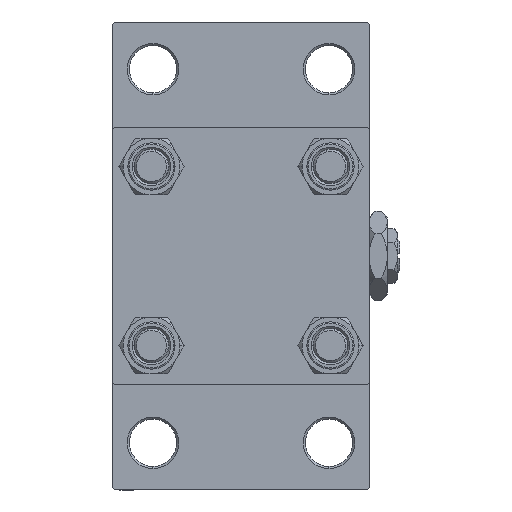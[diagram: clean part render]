
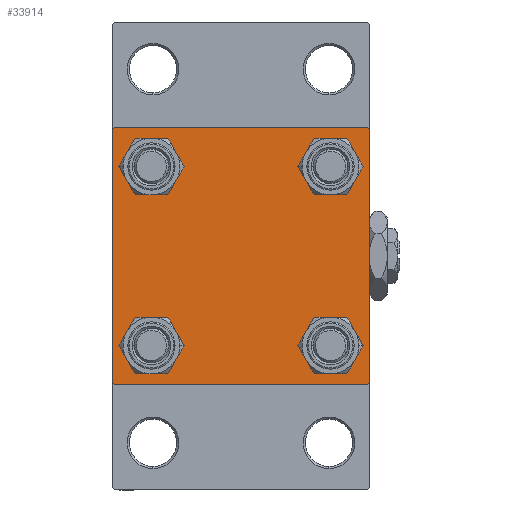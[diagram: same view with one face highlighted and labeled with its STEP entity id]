
A CAD part, left-side view. The second image highlights one B-rep face of the part: STEP entity #33914.
In plain terms, the highlighted planar face has unit normal (-1, 0, 0).
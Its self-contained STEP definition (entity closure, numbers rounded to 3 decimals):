
#460 = CARTESIAN_POINT ( 'NONE',  ( 0., -30., 30. ) ) ;
#674 = ORIENTED_EDGE ( 'NONE', *, *, #47674, .T. ) ;
#1120 = LINE ( 'NONE', #32495, #38781 ) ;
#1216 = DIRECTION ( 'NONE',  ( 0., 0.707, 0.707 ) ) ;
#2161 = CARTESIAN_POINT ( 'NONE',  ( 0., 30., -30. ) ) ;
#2819 = VERTEX_POINT ( 'NONE', #42865 ) ;
#2822 = DIRECTION ( 'NONE',  ( 0., -0.707, 0.707 ) ) ;
#3017 = VERTEX_POINT ( 'NONE', #12856 ) ;
#3152 = CIRCLE ( 'NONE', #17466, 4.5 ) ;
#3604 = EDGE_CURVE ( 'NONE', #40945, #27201, #37326, .T. ) ;
#3671 = CARTESIAN_POINT ( 'NONE',  ( 0., -20.85, 25.35 ) ) ;
#3781 = EDGE_CURVE ( 'NONE', #3017, #25927, #38584, .T. ) ;
#3816 = EDGE_CURVE ( 'NONE', #5183, #4639, #12187, .T. ) ;
#4414 = DIRECTION ( 'NONE',  ( 0., 0., 1. ) ) ;
#4559 = CARTESIAN_POINT ( 'NONE',  ( 0., -20.85, 16.35 ) ) ;
#4639 = VERTEX_POINT ( 'NONE', #11736 ) ;
#4773 = EDGE_CURVE ( 'NONE', #25927, #18730, #14442, .T. ) ;
#4928 = PLANE ( 'NONE',  #5201 ) ;
#5183 = VERTEX_POINT ( 'NONE', #30053 ) ;
#5201 = AXIS2_PLACEMENT_3D ( 'NONE', #8421, #19879, #35305 ) ;
#6642 = CARTESIAN_POINT ( 'NONE',  ( 0., -20.85, -20.85 ) ) ;
#6850 = EDGE_CURVE ( 'NONE', #32152, #33808, #24701, .T. ) ;
#7597 = CARTESIAN_POINT ( 'NONE',  ( 0., 20.85, 20.85 ) ) ;
#8161 = CARTESIAN_POINT ( 'NONE',  ( 0., 20.85, -20.85 ) ) ;
#8421 = CARTESIAN_POINT ( 'NONE',  ( 0., 0., 0. ) ) ;
#8769 = VECTOR ( 'NONE', #27359, 1000. ) ;
#9938 = LINE ( 'NONE', #39566, #20523 ) ;
#10381 = AXIS2_PLACEMENT_3D ( 'NONE', #18403, #33344, #48793 ) ;
#11369 = CARTESIAN_POINT ( 'NONE',  ( 0., -20.85, -25.35 ) ) ;
#11736 = CARTESIAN_POINT ( 'NONE',  ( 0., -30., -29.5 ) ) ;
#12187 = LINE ( 'NONE', #460, #8769 ) ;
#12856 = CARTESIAN_POINT ( 'NONE',  ( 0., 29.5, 30. ) ) ;
#13035 = ORIENTED_EDGE ( 'NONE', *, *, #36357, .T. ) ;
#13556 = ORIENTED_EDGE ( 'NONE', *, *, #33221, .T. ) ;
#13558 = CARTESIAN_POINT ( 'NONE',  ( 0., -29.75, -29.75 ) ) ;
#14121 = AXIS2_PLACEMENT_3D ( 'NONE', #21455, #44387, #28686 ) ;
#14139 = CARTESIAN_POINT ( 'NONE',  ( 0., 30., 30. ) ) ;
#14442 = LINE ( 'NONE', #25636, #43750 ) ;
#16145 = CARTESIAN_POINT ( 'NONE',  ( 0., 20.85, 25.35 ) ) ;
#16695 = EDGE_LOOP ( 'NONE', ( #13556, #20269 ) ) ;
#17466 = AXIS2_PLACEMENT_3D ( 'NONE', #31994, #47187, #43450 ) ;
#17509 = CIRCLE ( 'NONE', #10381, 4.5 ) ;
#17774 = LINE ( 'NONE', #13558, #46991 ) ;
#18403 = CARTESIAN_POINT ( 'NONE',  ( 0., 20.85, 20.85 ) ) ;
#18601 = LINE ( 'NONE', #14139, #18764 ) ;
#18657 = DIRECTION ( 'NONE',  ( 0., 0., -1. ) ) ;
#18730 = VERTEX_POINT ( 'NONE', #43451 ) ;
#18764 = VECTOR ( 'NONE', #22083, 1000. ) ;
#19302 = DIRECTION ( 'NONE',  ( 1., 0., 0. ) ) ;
#19467 = CARTESIAN_POINT ( 'NONE',  ( 0., -20.85, 20.85 ) ) ;
#19879 = DIRECTION ( 'NONE',  ( -1., 0., 0. ) ) ;
#19912 = EDGE_CURVE ( 'NONE', #27201, #40945, #40166, .T. ) ;
#20269 = ORIENTED_EDGE ( 'NONE', *, *, #41154, .T. ) ;
#20348 = CIRCLE ( 'NONE', #35460, 4.5 ) ;
#20523 = VECTOR ( 'NONE', #1216, 1000. ) ;
#20601 = FACE_BOUND ( 'NONE', #41324, .T. ) ;
#21117 = ORIENTED_EDGE ( 'NONE', *, *, #19912, .T. ) ;
#21455 = CARTESIAN_POINT ( 'NONE',  ( 0., -20.85, -20.85 ) ) ;
#22083 = DIRECTION ( 'NONE',  ( 0., -1., 0. ) ) ;
#22153 = ORIENTED_EDGE ( 'NONE', *, *, #3781, .T. ) ;
#22857 = CARTESIAN_POINT ( 'NONE',  ( 0., -20.85, -16.35 ) ) ;
#23022 = CARTESIAN_POINT ( 'NONE',  ( 0., -29.5, 30. ) ) ;
#23352 = DIRECTION ( 'NONE',  ( 1., 0., 0. ) ) ;
#23641 = CARTESIAN_POINT ( 'NONE',  ( 0., 29.75, 29.75 ) ) ;
#24337 = FACE_BOUND ( 'NONE', #28948, .T. ) ;
#24701 = CIRCLE ( 'NONE', #27866, 4.5 ) ;
#25636 = CARTESIAN_POINT ( 'NONE',  ( 0., 30., 30. ) ) ;
#25906 = EDGE_CURVE ( 'NONE', #45359, #30413, #20348, .T. ) ;
#25927 = VERTEX_POINT ( 'NONE', #32645 ) ;
#26629 = ORIENTED_EDGE ( 'NONE', *, *, #43280, .T. ) ;
#26771 = ORIENTED_EDGE ( 'NONE', *, *, #25906, .T. ) ;
#26824 = ORIENTED_EDGE ( 'NONE', *, *, #47002, .T. ) ;
#27201 = VERTEX_POINT ( 'NONE', #3671 ) ;
#27229 = ORIENTED_EDGE ( 'NONE', *, *, #3604, .T. ) ;
#27359 = DIRECTION ( 'NONE',  ( 0., 0., -1. ) ) ;
#27818 = ORIENTED_EDGE ( 'NONE', *, *, #45807, .T. ) ;
#27866 = AXIS2_PLACEMENT_3D ( 'NONE', #8161, #23352, #4414 ) ;
#28013 = DIRECTION ( 'NONE',  ( 0., -0.707, -0.707 ) ) ;
#28329 = ORIENTED_EDGE ( 'NONE', *, *, #3816, .F. ) ;
#28552 = ORIENTED_EDGE ( 'NONE', *, *, #33177, .F. ) ;
#28686 = DIRECTION ( 'NONE',  ( 0., 0., 1. ) ) ;
#28794 = EDGE_LOOP ( 'NONE', ( #26771, #26824 ) ) ;
#28812 = LINE ( 'NONE', #2161, #38746 ) ;
#28948 = EDGE_LOOP ( 'NONE', ( #21117, #27229 ) ) ;
#29099 = AXIS2_PLACEMENT_3D ( 'NONE', #6642, #30305, #45503 ) ;
#29439 = DIRECTION ( 'NONE',  ( 1., 0., 0. ) ) ;
#30042 = EDGE_LOOP ( 'NONE', ( #39867, #38744, #13035, #674, #28329, #26629, #28552, #22153 ) ) ;
#30053 = CARTESIAN_POINT ( 'NONE',  ( 0., -30., 29.5 ) ) ;
#30140 = DIRECTION ( 'NONE',  ( 0., 0.707, -0.707 ) ) ;
#30305 = DIRECTION ( 'NONE',  ( 1., 0., 0. ) ) ;
#30413 = VERTEX_POINT ( 'NONE', #43838 ) ;
#31320 = ORIENTED_EDGE ( 'NONE', *, *, #6850, .T. ) ;
#31331 = FACE_BOUND ( 'NONE', #28794, .T. ) ;
#31994 = CARTESIAN_POINT ( 'NONE',  ( 0., 20.85, -20.85 ) ) ;
#32152 = VERTEX_POINT ( 'NONE', #47972 ) ;
#32231 = CARTESIAN_POINT ( 'NONE',  ( 0., 29.5, -30. ) ) ;
#32495 = CARTESIAN_POINT ( 'NONE',  ( 0., 29.75, -29.75 ) ) ;
#32645 = CARTESIAN_POINT ( 'NONE',  ( 0., 30., 29.5 ) ) ;
#32682 = CARTESIAN_POINT ( 'NONE',  ( 0., -20.85, 20.85 ) ) ;
#33177 = EDGE_CURVE ( 'NONE', #3017, #42481, #18601, .T. ) ;
#33221 = EDGE_CURVE ( 'NONE', #47052, #43830, #38637, .T. ) ;
#33344 = DIRECTION ( 'NONE',  ( 1., 0., 0. ) ) ;
#33808 = VERTEX_POINT ( 'NONE', #39162 ) ;
#33914 = ADVANCED_FACE ( 'NONE', ( #24337, #39055, #20601, #31331, #38559 ), #4928, .T. ) ;
#34485 = DIRECTION ( 'NONE',  ( 0., 0., 1. ) ) ;
#35305 = DIRECTION ( 'NONE',  ( 0., 0., 1. ) ) ;
#35460 = AXIS2_PLACEMENT_3D ( 'NONE', #7597, #19302, #34485 ) ;
#36357 = EDGE_CURVE ( 'NONE', #45815, #2819, #28812, .T. ) ;
#37326 = CIRCLE ( 'NONE', #41312, 4.5 ) ;
#37910 = DIRECTION ( 'NONE',  ( 1., 0., 0. ) ) ;
#38559 = FACE_OUTER_BOUND ( 'NONE', #30042, .T. ) ;
#38584 = LINE ( 'NONE', #23641, #40598 ) ;
#38637 = CIRCLE ( 'NONE', #29099, 4.5 ) ;
#38744 = ORIENTED_EDGE ( 'NONE', *, *, #40644, .T. ) ;
#38746 = VECTOR ( 'NONE', #47252, 1000. ) ;
#38781 = VECTOR ( 'NONE', #28013, 1000. ) ;
#39055 = FACE_BOUND ( 'NONE', #16695, .T. ) ;
#39162 = CARTESIAN_POINT ( 'NONE',  ( 0., 20.85, -25.35 ) ) ;
#39566 = CARTESIAN_POINT ( 'NONE',  ( 0., -29.75, 29.75 ) ) ;
#39867 = ORIENTED_EDGE ( 'NONE', *, *, #4773, .T. ) ;
#40166 = CIRCLE ( 'NONE', #44157, 4.5 ) ;
#40598 = VECTOR ( 'NONE', #30140, 1000. ) ;
#40644 = EDGE_CURVE ( 'NONE', #18730, #45815, #1120, .T. ) ;
#40945 = VERTEX_POINT ( 'NONE', #4559 ) ;
#41154 = EDGE_CURVE ( 'NONE', #43830, #47052, #44362, .T. ) ;
#41312 = AXIS2_PLACEMENT_3D ( 'NONE', #19467, #37910, #42390 ) ;
#41324 = EDGE_LOOP ( 'NONE', ( #31320, #27818 ) ) ;
#42390 = DIRECTION ( 'NONE',  ( 0., 0., 1. ) ) ;
#42481 = VERTEX_POINT ( 'NONE', #23022 ) ;
#42865 = CARTESIAN_POINT ( 'NONE',  ( 0., -29.5, -30. ) ) ;
#43280 = EDGE_CURVE ( 'NONE', #5183, #42481, #9938, .T. ) ;
#43450 = DIRECTION ( 'NONE',  ( 0., 0., 1. ) ) ;
#43451 = CARTESIAN_POINT ( 'NONE',  ( 0., 30., -29.5 ) ) ;
#43750 = VECTOR ( 'NONE', #18657, 1000. ) ;
#43830 = VERTEX_POINT ( 'NONE', #11369 ) ;
#43838 = CARTESIAN_POINT ( 'NONE',  ( 0., 20.85, 16.35 ) ) ;
#44157 = AXIS2_PLACEMENT_3D ( 'NONE', #32682, #29439, #47883 ) ;
#44362 = CIRCLE ( 'NONE', #14121, 4.5 ) ;
#44387 = DIRECTION ( 'NONE',  ( 1., 0., 0. ) ) ;
#45359 = VERTEX_POINT ( 'NONE', #16145 ) ;
#45503 = DIRECTION ( 'NONE',  ( 0., 0., 1. ) ) ;
#45807 = EDGE_CURVE ( 'NONE', #33808, #32152, #3152, .T. ) ;
#45815 = VERTEX_POINT ( 'NONE', #32231 ) ;
#46991 = VECTOR ( 'NONE', #2822, 1000. ) ;
#47002 = EDGE_CURVE ( 'NONE', #30413, #45359, #17509, .T. ) ;
#47052 = VERTEX_POINT ( 'NONE', #22857 ) ;
#47187 = DIRECTION ( 'NONE',  ( 1., 0., 0. ) ) ;
#47252 = DIRECTION ( 'NONE',  ( 0., -1., 0. ) ) ;
#47674 = EDGE_CURVE ( 'NONE', #2819, #4639, #17774, .T. ) ;
#47883 = DIRECTION ( 'NONE',  ( 0., 0., 1. ) ) ;
#47972 = CARTESIAN_POINT ( 'NONE',  ( 0., 20.85, -16.35 ) ) ;
#48793 = DIRECTION ( 'NONE',  ( 0., 0., 1. ) ) ;
